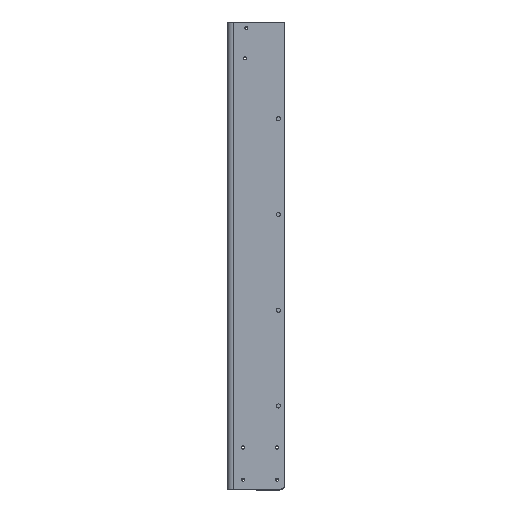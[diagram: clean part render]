
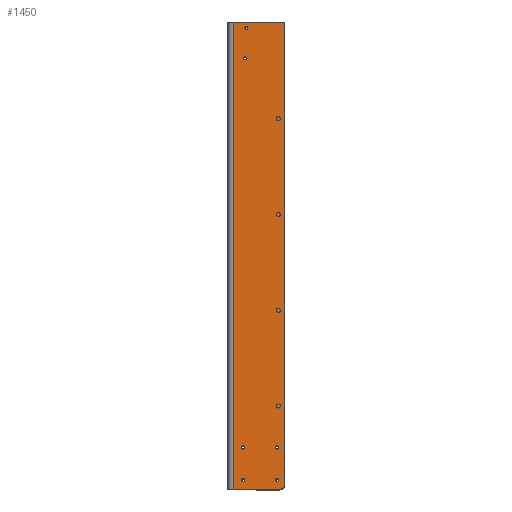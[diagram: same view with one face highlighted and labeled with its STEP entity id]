
A CAD part, top view. The second image highlights one B-rep face of the part: STEP entity #1450.
In plain terms, the highlighted planar face has unit normal (0, 0, 1).
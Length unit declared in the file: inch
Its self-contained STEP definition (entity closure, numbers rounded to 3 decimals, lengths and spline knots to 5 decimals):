
#55=LINE('',#2423,#121);
#64=LINE('',#2448,#130);
#66=LINE('',#2458,#132);
#68=LINE('',#2461,#134);
#121=VECTOR('',#2002,1.91535);
#130=VECTOR('',#2035,19.2126);
#132=VECTOR('',#2051,2.1122);
#134=VECTOR('',#2055,19.01575);
#170=PLANE('',#1637);
#262=FACE_BOUND('',#525,.T.);
#263=FACE_BOUND('',#526,.T.);
#264=FACE_BOUND('',#527,.T.);
#265=FACE_BOUND('',#528,.T.);
#266=FACE_BOUND('',#529,.T.);
#267=FACE_BOUND('',#530,.T.);
#355=FACE_OUTER_BOUND('',#524,.T.);
#524=EDGE_LOOP('',(#1234,#1235,#1236,#1237,#1238));
#525=EDGE_LOOP('',(#1239));
#526=EDGE_LOOP('',(#1240));
#527=EDGE_LOOP('',(#1241));
#528=EDGE_LOOP('',(#1242));
#529=EDGE_LOOP('',(#1243));
#530=EDGE_LOOP('',(#1244));
#567=CIRCLE('',#1477,0.05709);
#612=CIRCLE('',#1544,0.065);
#616=CIRCLE('',#1550,0.065);
#620=CIRCLE('',#1556,0.065);
#624=CIRCLE('',#1562,0.065);
#628=CIRCLE('',#1568,0.065);
#652=CIRCLE('',#1613,0.19685);
#675=VERTEX_POINT('',#2126);
#734=VERTEX_POINT('',#2270);
#738=VERTEX_POINT('',#2280);
#742=VERTEX_POINT('',#2290);
#746=VERTEX_POINT('',#2300);
#750=VERTEX_POINT('',#2310);
#784=VERTEX_POINT('',#2405);
#785=VERTEX_POINT('',#2406);
#791=VERTEX_POINT('',#2422);
#795=VERTEX_POINT('',#2447);
#796=VERTEX_POINT('',#2457);
#811=EDGE_CURVE('',#675,#675,#567,.T.);
#874=EDGE_CURVE('',#734,#734,#612,.T.);
#878=EDGE_CURVE('',#738,#738,#616,.T.);
#882=EDGE_CURVE('',#742,#742,#620,.T.);
#886=EDGE_CURVE('',#746,#746,#624,.T.);
#890=EDGE_CURVE('',#750,#750,#628,.T.);
#930=EDGE_CURVE('',#784,#785,#652,.T.);
#938=EDGE_CURVE('',#785,#791,#55,.T.);
#951=EDGE_CURVE('',#795,#791,#64,.T.);
#957=EDGE_CURVE('',#795,#796,#66,.T.);
#959=EDGE_CURVE('',#796,#784,#68,.T.);
#1234=ORIENTED_EDGE('',*,*,#930,.F.);
#1235=ORIENTED_EDGE('',*,*,#959,.F.);
#1236=ORIENTED_EDGE('',*,*,#957,.F.);
#1237=ORIENTED_EDGE('',*,*,#951,.T.);
#1238=ORIENTED_EDGE('',*,*,#938,.F.);
#1239=ORIENTED_EDGE('',*,*,#811,.T.);
#1240=ORIENTED_EDGE('',*,*,#874,.T.);
#1241=ORIENTED_EDGE('',*,*,#878,.T.);
#1242=ORIENTED_EDGE('',*,*,#882,.T.);
#1243=ORIENTED_EDGE('',*,*,#886,.T.);
#1244=ORIENTED_EDGE('',*,*,#890,.T.);
#1450=ADVANCED_FACE('',(#355,#262,#263,#264,#265,#266,#267),#170,.F.);
#1477=AXIS2_PLACEMENT_3D('',#2127,#1682,#1683);
#1544=AXIS2_PLACEMENT_3D('',#2271,#1834,#1835);
#1550=AXIS2_PLACEMENT_3D('',#2281,#1846,#1847);
#1556=AXIS2_PLACEMENT_3D('',#2291,#1858,#1859);
#1562=AXIS2_PLACEMENT_3D('',#2301,#1870,#1871);
#1568=AXIS2_PLACEMENT_3D('',#2311,#1882,#1883);
#1613=AXIS2_PLACEMENT_3D('',#2407,#1988,#1989);
#1637=AXIS2_PLACEMENT_3D('',#2462,#2056,#2057);
#1682=DIRECTION('center_axis',(0.,0.,
-1.));
#1683=DIRECTION('ref_axis',(0.,1.,0.));
#1834=DIRECTION('center_axis',(0.,0.,
-1.));
#1835=DIRECTION('ref_axis',(0.,1.,0.));
#1846=DIRECTION('center_axis',(0.,0.,
-1.));
#1847=DIRECTION('ref_axis',(0.,1.,0.));
#1858=DIRECTION('center_axis',(0.,0.,
-1.));
#1859=DIRECTION('ref_axis',(0.,1.,0.));
#1870=DIRECTION('center_axis',(0.,0.,
-1.));
#1871=DIRECTION('ref_axis',(0.,1.,0.));
#1882=DIRECTION('center_axis',(0.,0.,
-1.));
#1883=DIRECTION('ref_axis',(0.,1.,0.));
#1988=DIRECTION('center_axis',(0.,0.,
-1.));
#1989=DIRECTION('ref_axis',(0.707,-0.707,0.));
#2002=DIRECTION('',(-1.,0.,0.));
#2035=DIRECTION('',(0.,-1.,0.));
#2051=DIRECTION('',(1.,0.,0.));
#2055=DIRECTION('',(0.,-1.,0.));
#2056=DIRECTION('center_axis',(0.,0.,
-1.));
#2057=DIRECTION('ref_axis',(-1.,0.,0.));
#2126=CARTESIAN_POINT('',(-5.59055,18.11909,8.77657));
#2127=CARTESIAN_POINT('Origin',(-5.59055,18.17618,8.77657));
#2270=CARTESIAN_POINT('',(-5.64094,16.86413,8.77657));
#2271=CARTESIAN_POINT('Origin',(-5.64094,16.92913,8.77657));
#2280=CARTESIAN_POINT('',(-5.71968,-0.4587,8.77657));
#2281=CARTESIAN_POINT('Origin',(-5.71968,-0.3937,8.77657));
#2290=CARTESIAN_POINT('',(-4.32579,0.8661,8.77657));
#2291=CARTESIAN_POINT('Origin',(-4.32579,0.9311,8.77657));
#2300=CARTESIAN_POINT('',(-5.71968,0.8661,8.77657));
#2301=CARTESIAN_POINT('Origin',(-5.71968,0.9311,8.77657));
#2310=CARTESIAN_POINT('',(-4.32579,-0.4587,8.77657));
#2311=CARTESIAN_POINT('Origin',(-4.32579,-0.3937,8.77657));
#2405=CARTESIAN_POINT('',(-4.01083,-0.59055,8.77657));
#2406=CARTESIAN_POINT('',(-4.20768,-0.7874,8.77657));
#2407=CARTESIAN_POINT('Origin',(-4.20768,-0.59055,8.77657));
#2422=CARTESIAN_POINT('',(-6.12303,-0.7874,8.77657));
#2423=CARTESIAN_POINT('',(-6.68852,-0.7874,8.77657));
#2447=CARTESIAN_POINT('',(-6.12303,18.4252,8.77657));
#2448=CARTESIAN_POINT('',(-6.12303,8.8189,8.77657));
#2457=CARTESIAN_POINT('',(-4.01083,18.4252,8.77657));
#2458=CARTESIAN_POINT('',(-6.12303,18.4252,8.77657));
#2461=CARTESIAN_POINT('',(-4.01083,18.4252,8.77657));
#2462=CARTESIAN_POINT('Origin',(-5.2083,8.8189,8.77657));
